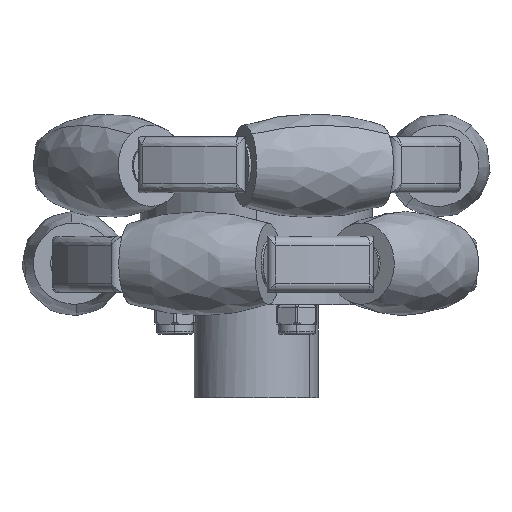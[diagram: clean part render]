
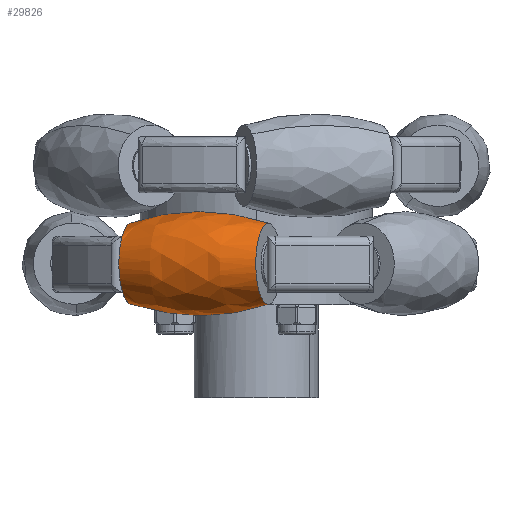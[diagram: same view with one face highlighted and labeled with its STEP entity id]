
A CAD part, left-side view. The second image highlights one B-rep face of the part: STEP entity #29826.
In plain terms, the highlighted free-form (B-spline) face has degree [2, 2] with [3, 7] control points.
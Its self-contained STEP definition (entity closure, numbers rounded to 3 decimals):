
#29374=CARTESIAN_POINT('',(-33.245,24.161,5.688));
#29375=VERTEX_POINT('',#29374);
#29376=CARTESIAN_POINT('',(-32.677,23.976,-4.795));
#29377=VERTEX_POINT('',#29376);
#29424=CARTESIAN_POINT('',(-32.677,23.976,-4.795));
#29425=CARTESIAN_POINT('',(-32.807,24.018,-4.803));
#29426=CARTESIAN_POINT('',(-33.069,24.103,-4.808));
#29427=CARTESIAN_POINT('',(-33.461,24.231,-4.783));
#29428=CARTESIAN_POINT('',(-33.853,24.358,-4.725));
#29429=CARTESIAN_POINT('',(-34.236,24.482,-4.635));
#29430=CARTESIAN_POINT('',(-34.612,24.605,-4.514));
#29431=CARTESIAN_POINT('',(-34.976,24.723,-4.363));
#29432=CARTESIAN_POINT('',(-35.327,24.837,-4.183));
#29433=CARTESIAN_POINT('',(-35.663,24.946,-3.975));
#29434=CARTESIAN_POINT('',(-35.984,25.051,-3.739));
#29435=CARTESIAN_POINT('',(-36.287,25.149,-3.477));
#29436=CARTESIAN_POINT('',(-36.57,25.241,-3.19));
#29437=CARTESIAN_POINT('',(-36.83,25.325,-2.881));
#29438=CARTESIAN_POINT('',(-37.066,25.402,-2.553));
#29439=CARTESIAN_POINT('',(-37.277,25.471,-2.205));
#29440=CARTESIAN_POINT('',(-37.461,25.53,-1.842));
#29441=CARTESIAN_POINT('',(-37.618,25.581,-1.463));
#29442=CARTESIAN_POINT('',(-37.745,25.623,-1.076));
#29443=CARTESIAN_POINT('',(-37.844,25.655,-0.675));
#29444=CARTESIAN_POINT('',(-37.913,25.677,-0.271));
#29445=CARTESIAN_POINT('',(-37.951,25.69,0.137));
#29446=CARTESIAN_POINT('',(-37.959,25.692,0.547));
#29447=CARTESIAN_POINT('',(-37.936,25.685,0.957));
#29448=CARTESIAN_POINT('',(-37.882,25.667,1.368));
#29449=CARTESIAN_POINT('',(-37.798,25.64,1.771));
#29450=CARTESIAN_POINT('',(-37.684,25.603,2.168));
#29451=CARTESIAN_POINT('',(-37.54,25.556,2.553));
#29452=CARTESIAN_POINT('',(-37.368,25.5,2.927));
#29453=CARTESIAN_POINT('',(-37.168,25.435,3.285));
#29454=CARTESIAN_POINT('',(-36.942,25.362,3.625));
#29455=CARTESIAN_POINT('',(-36.69,25.28,3.946));
#29456=CARTESIAN_POINT('',(-36.416,25.191,4.245));
#29457=CARTESIAN_POINT('',(-36.121,25.095,4.519));
#29458=CARTESIAN_POINT('',(-35.808,24.993,4.766));
#29459=CARTESIAN_POINT('',(-35.477,24.886,4.988));
#29460=CARTESIAN_POINT('',(-35.131,24.773,5.181));
#29461=CARTESIAN_POINT('',(-34.77,24.656,5.346));
#29462=CARTESIAN_POINT('',(-34.4,24.536,5.479));
#29463=CARTESIAN_POINT('',(-34.018,24.412,5.583));
#29464=CARTESIAN_POINT('',(-33.634,24.287,5.654));
#29465=CARTESIAN_POINT('',(-33.374,24.202,5.68));
#29466=CARTESIAN_POINT('',(-33.245,24.161,5.688));
#29467=B_SPLINE_CURVE_WITH_KNOTS('',3,(#29424,#29425,#29426,#29427,#29428,#29429,#29430,#29431,#29432,#29433,#29434,#29435,#29436,#29437,#29438,#29439,#29440,#29441,#29442,#29443,#29444,#29445,#29446,#29447,#29448,#29449,#29450,#29451,#29452,#29453,#29454,#29455,#29456,#29457,#29458,#29459,#29460,#29461,#29462,#29463,#29464,#29465,#29466),.UNSPECIFIED.,.F.,.U.,(4,1,1,1,1,1,1,1,1,1,1,1,1,1,1,1,1,1,1,1,1,1,1,1,1,1,1,1,1,1,1,1,1,1,1,1,1,1,1,1,4),(0.,0.025,0.05,0.075,0.1,0.125,0.15,0.175,0.2,0.225,0.25,0.275,0.3,0.325,0.35,0.375,0.4,0.425,0.449,0.475,0.499,0.524,0.549,0.574,0.599,0.624,0.649,0.674,0.7,0.725,0.75,0.775,0.8,0.825,0.85,0.875,0.9,0.925,0.95,0.975,1.),.UNSPECIFIED.);
#29468=EDGE_CURVE('',#29377,#29375,#29467,.T.);
#29763=CARTESIAN_POINT('',(-38.425,6.286,-4.795));
#29764=VERTEX_POINT('',#29763);
#29765=CARTESIAN_POINT('',(-37.094,15.633,23.681));
#29766=DIRECTION('',(0.147,0.278,-0.949));
#29767=DIRECTION('',(-0.95,0.309,-0.057));
#29768=AXIS2_PLACEMENT_3D('',#29765,#29767,#29766);
#29769=CIRCLE('',#29768,30.);
#29770=EDGE_CURVE('',#29377,#29764,#29769,.T.);
#29772=CARTESIAN_POINT('',(-38.993,6.471,5.688));
#29773=VERTEX_POINT('',#29772);
#29781=CARTESIAN_POINT('',(-34.577,14.815,-22.788));
#29782=DIRECTION('',(-0.147,-0.278,0.949));
#29783=DIRECTION('',(-0.95,0.309,-0.057));
#29784=AXIS2_PLACEMENT_3D('',#29781,#29783,#29782);
#29785=CIRCLE('',#29784,30.);
#29786=EDGE_CURVE('',#29773,#29375,#29785,.T.);
#29792=CARTESIAN_POINT('',(-38.237,5.848,-4.647));
#29793=CARTESIAN_POINT('',(-41.171,6.801,-5.018));
#29794=CARTESIAN_POINT('',(-42.843,7.344,-2.457));
#29795=CARTESIAN_POINT('',(-44.515,7.888,0.105));
#29796=CARTESIAN_POINT('',(-43.131,7.438,2.85));
#29797=CARTESIAN_POINT('',(-41.746,6.988,5.595));
#29798=CARTESIAN_POINT('',(-38.791,6.028,5.577));
#29799=CARTESIAN_POINT('',(-34.879,14.913,-7.909));
#29800=CARTESIAN_POINT('',(-39.692,16.477,-8.517));
#29801=CARTESIAN_POINT('',(-42.434,17.368,-4.315));
#29802=CARTESIAN_POINT('',(-45.177,18.259,-0.113));
#29803=CARTESIAN_POINT('',(-42.906,17.521,4.389));
#29804=CARTESIAN_POINT('',(-40.635,16.783,8.892));
#29805=CARTESIAN_POINT('',(-35.788,15.208,8.861));
#29806=CARTESIAN_POINT('',(-32.268,24.221,-4.647));
#29807=CARTESIAN_POINT('',(-35.201,25.174,-5.018));
#29808=CARTESIAN_POINT('',(-36.874,25.717,-2.457));
#29809=CARTESIAN_POINT('',(-38.546,26.26,0.105));
#29810=CARTESIAN_POINT('',(-37.161,25.81,2.85));
#29811=CARTESIAN_POINT('',(-35.776,25.361,5.595));
#29812=CARTESIAN_POINT('',(-32.821,24.4,5.577));
#29813=(BOUNDED_SURFACE()B_SPLINE_SURFACE(2,2,((#29792,#29793,#29794,#29795,#29796,#29797,#29798),(#29799,#29800,#29801,#29802,#29803,#29804,#29805),(#29806,#29807,#29808,#29809,#29810,#29811,#29812)),.SURF_OF_REVOLUTION.,.F.,.F.,.U.)B_SPLINE_SURFACE_WITH_KNOTS((3,3),(3,2,2,3),(0.,1.),(0.,0.333,0.667,1.),.UNSPECIFIED.)GEOMETRIC_REPRESENTATION_ITEM()RATIONAL_B_SPLINE_SURFACE(((1.,0.855,1.,0.855,1.,0.855,1.),(0.947,0.81,0.947,0.81,0.947,0.81,0.947),(1.,0.855,1.,0.855,1.,0.855,1.)))REPRESENTATION_ITEM('')SURFACE());
#29814=ORIENTED_EDGE('',*,*,#29770,.F.);
#29815=ORIENTED_EDGE('',*,*,#29468,.T.);
#29816=ORIENTED_EDGE('',*,*,#29786,.F.);
#29817=CARTESIAN_POINT('',(-38.709,6.379,0.446));
#29818=DIRECTION('',(-0.054,0.018,0.998));
#29819=DIRECTION('',(-0.309,-0.951,0.));
#29820=AXIS2_PLACEMENT_3D('',#29817,#29819,#29818);
#29821=CIRCLE('',#29820,5.25);
#29822=EDGE_CURVE('',#29773,#29764,#29821,.T.);
#29823=ORIENTED_EDGE('',*,*,#29822,.T.);
#29824=EDGE_LOOP('',(#29814,#29815,#29816,#29823));
#29825=FACE_OUTER_BOUND('',#29824,.F.);
#29826=ADVANCED_FACE('',(#29825),#29813,.F.);
